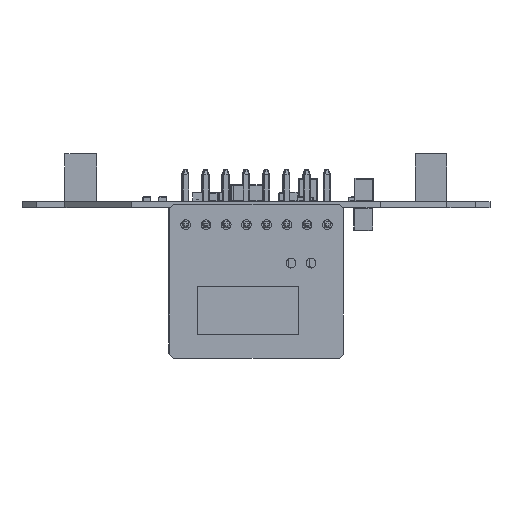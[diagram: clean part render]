
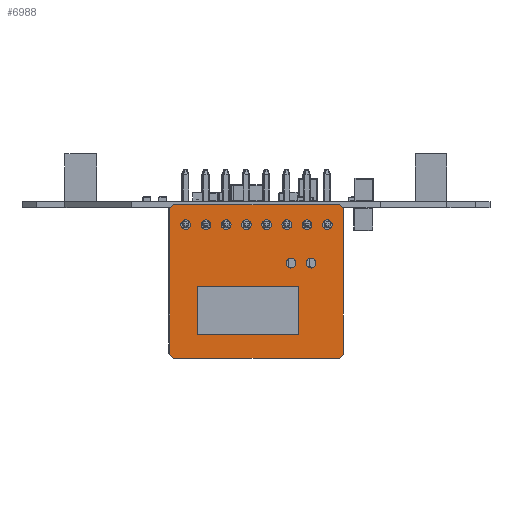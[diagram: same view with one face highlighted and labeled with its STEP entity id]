
A CAD part, front view. The second image highlights one B-rep face of the part: STEP entity #6988.
In plain terms, the highlighted face is planar.
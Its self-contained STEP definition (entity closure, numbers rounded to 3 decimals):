
#6988=ADVANCED_FACE('',(#14380,#14382,#14384,#14386,#14388,#14390,#14392,#14394,
#14396,#14398,#14400),#14402,.T.);
#14380=FACE_BOUND('',#14381,.T.);
#14381=EDGE_LOOP('',(#25309,#25310,#25311,#25312,#25313,#25314,#25315,#25316));
#14382=FACE_BOUND('',#14383,.T.);
#14383=EDGE_LOOP('',(#25317));
#14384=FACE_BOUND('',#14385,.T.);
#14385=EDGE_LOOP('',(#25318));
#14386=FACE_BOUND('',#14387,.T.);
#14387=EDGE_LOOP('',(#25319));
#14388=FACE_BOUND('',#14389,.T.);
#14389=EDGE_LOOP('',(#25320));
#14390=FACE_BOUND('',#14391,.T.);
#14391=EDGE_LOOP('',(#25321));
#14392=FACE_BOUND('',#14393,.T.);
#14393=EDGE_LOOP('',(#25322));
#14394=FACE_BOUND('',#14395,.T.);
#14395=EDGE_LOOP('',(#25323));
#14396=FACE_BOUND('',#14397,.T.);
#14397=EDGE_LOOP('',(#25324));
#14398=FACE_BOUND('',#14399,.T.);
#14399=EDGE_LOOP('',(#25325));
#14400=FACE_BOUND('',#14401,.T.);
#14401=EDGE_LOOP('',(#25326));
#14402=PLANE('',#14403);
#14403=AXIS2_PLACEMENT_3D('',#14404,#14405,#14406);
#14404=CARTESIAN_POINT('',(0.,0.,0.));
#14405=DIRECTION('',(0.,0.,1.));
#14406=DIRECTION('',(1.,0.,0.));
#25309=ORIENTED_EDGE('',*,*,#32109,.T.);
#25310=ORIENTED_EDGE('',*,*,#32110,.T.);
#25311=ORIENTED_EDGE('',*,*,#32111,.T.);
#25312=ORIENTED_EDGE('',*,*,#32112,.T.);
#25313=ORIENTED_EDGE('',*,*,#32113,.T.);
#25314=ORIENTED_EDGE('',*,*,#32114,.T.);
#25315=ORIENTED_EDGE('',*,*,#32115,.T.);
#25316=ORIENTED_EDGE('',*,*,#32116,.T.);
#25317=ORIENTED_EDGE('',*,*,#32117,.T.);
#25318=ORIENTED_EDGE('',*,*,#32118,.T.);
#25319=ORIENTED_EDGE('',*,*,#32119,.T.);
#25320=ORIENTED_EDGE('',*,*,#32120,.T.);
#25321=ORIENTED_EDGE('',*,*,#32121,.T.);
#25322=ORIENTED_EDGE('',*,*,#32122,.T.);
#25323=ORIENTED_EDGE('',*,*,#32123,.T.);
#25324=ORIENTED_EDGE('',*,*,#32124,.T.);
#25325=ORIENTED_EDGE('',*,*,#32125,.T.);
#25326=ORIENTED_EDGE('',*,*,#32126,.T.);
#32109=EDGE_CURVE('',#35527,#35528,#35529,.T.);
#32110=EDGE_CURVE('',#35528,#35530,#35531,.T.);
#32111=EDGE_CURVE('',#35530,#35532,#35533,.T.);
#32112=EDGE_CURVE('',#35532,#35534,#35535,.T.);
#32113=EDGE_CURVE('',#35534,#35536,#35537,.T.);
#32114=EDGE_CURVE('',#35536,#35538,#35539,.T.);
#32115=EDGE_CURVE('',#35538,#35540,#35541,.T.);
#32116=EDGE_CURVE('',#35540,#35527,#35542,.T.);
#32117=EDGE_CURVE('',#35543,#35543,#35544,.F.);
#32118=EDGE_CURVE('',#35545,#35545,#35546,.F.);
#32119=EDGE_CURVE('',#35547,#35547,#35548,.F.);
#32120=EDGE_CURVE('',#35549,#35549,#35550,.F.);
#32121=EDGE_CURVE('',#35551,#35551,#35552,.F.);
#32122=EDGE_CURVE('',#35553,#35553,#35554,.F.);
#32123=EDGE_CURVE('',#35555,#35555,#35556,.F.);
#32124=EDGE_CURVE('',#35557,#35557,#35558,.F.);
#32125=EDGE_CURVE('',#35559,#35559,#35560,.F.);
#32126=EDGE_CURVE('',#35561,#35561,#35562,.F.);
#35527=VERTEX_POINT('',#41045);
#35528=VERTEX_POINT('',#41046);
#35529=LINE('',#41047,#41048);
#35530=VERTEX_POINT('',#41050);
#35531=LINE('',#41051,#41052);
#35532=VERTEX_POINT('',#41054);
#35533=LINE('',#41055,#41056);
#35534=VERTEX_POINT('',#41058);
#35535=LINE('',#41059,#41060);
#35536=VERTEX_POINT('',#41062);
#35537=LINE('',#41063,#41064);
#35538=VERTEX_POINT('',#41066);
#35539=LINE('',#41067,#41068);
#35540=VERTEX_POINT('',#41070);
#35541=LINE('',#41071,#41072);
#35542=LINE('',#41074,#41075);
#35543=VERTEX_POINT('',#41077);
#35544=CIRCLE('',#41078,0.305);
#35545=VERTEX_POINT('',#41082);
#35546=CIRCLE('',#41083,0.305);
#35547=VERTEX_POINT('',#41087);
#35548=CIRCLE('',#41088,0.305);
#35549=VERTEX_POINT('',#41092);
#35550=CIRCLE('',#41093,0.305);
#35551=VERTEX_POINT('',#41097);
#35552=CIRCLE('',#41098,0.305);
#35553=VERTEX_POINT('',#41102);
#35554=CIRCLE('',#41103,0.305);
#35555=VERTEX_POINT('',#41107);
#35556=CIRCLE('',#41108,0.305);
#35557=VERTEX_POINT('',#41112);
#35558=CIRCLE('',#41113,0.305);
#35559=VERTEX_POINT('',#41117);
#35560=CIRCLE('',#41118,0.305);
#35561=VERTEX_POINT('',#41122);
#35562=CIRCLE('',#41123,0.305);
#41045=CARTESIAN_POINT('',(-0.254,-0.635,0.));
#41046=CARTESIAN_POINT('',(0.,-0.889,0.));
#41047=CARTESIAN_POINT('',(-0.254,-0.635,0.));
#41048=VECTOR('',#41049,1.);
#41049=DIRECTION('',(0.707,-0.707,0.));
#41050=CARTESIAN_POINT('',(10.414,-0.889,0.));
#41051=CARTESIAN_POINT('',(0.,-0.889,0.));
#41052=VECTOR('',#41053,1.);
#41053=DIRECTION('',(1.,0.,0.));
#41054=CARTESIAN_POINT('',(10.668,-0.635,0.));
#41055=CARTESIAN_POINT('',(10.414,-0.889,0.));
#41056=VECTOR('',#41057,1.);
#41057=DIRECTION('',(0.707,0.707,0.));
#41058=CARTESIAN_POINT('',(10.668,8.509,0.));
#41059=CARTESIAN_POINT('',(10.668,-0.635,0.));
#41060=VECTOR('',#41061,1.);
#41061=DIRECTION('',(0.,1.,0.));
#41062=CARTESIAN_POINT('',(10.414,8.763,0.));
#41063=CARTESIAN_POINT('',(10.668,8.509,0.));
#41064=VECTOR('',#41065,1.);
#41065=DIRECTION('',(-0.707,0.707,0.));
#41066=CARTESIAN_POINT('',(0.,8.763,0.));
#41067=CARTESIAN_POINT('',(10.414,8.763,0.));
#41068=VECTOR('',#41069,1.);
#41069=DIRECTION('',(-1.,0.,0.));
#41070=CARTESIAN_POINT('',(-0.254,8.509,0.));
#41071=CARTESIAN_POINT('',(0.,8.763,0.));
#41072=VECTOR('',#41073,1.);
#41073=DIRECTION('',(-0.707,-0.707,0.));
#41074=CARTESIAN_POINT('',(-0.254,8.509,0.));
#41075=VECTOR('',#41076,1.);
#41076=DIRECTION('',(0.,-1.,0.));
#41077=CARTESIAN_POINT('',(9.957,7.493,0.));
#41078=AXIS2_PLACEMENT_3D('',#41079,#41080,#41081);
#41079=CARTESIAN_POINT('',(9.652,7.493,0.));
#41080=DIRECTION('',(0.,0.,1.));
#41081=DIRECTION('',(1.,0.,0.));
#41082=CARTESIAN_POINT('',(8.687,7.493,0.));
#41083=AXIS2_PLACEMENT_3D('',#41084,#41085,#41086);
#41084=CARTESIAN_POINT('',(8.382,7.493,0.));
#41085=DIRECTION('',(0.,0.,1.));
#41086=DIRECTION('',(1.,0.,0.));
#41087=CARTESIAN_POINT('',(7.417,7.493,0.));
#41088=AXIS2_PLACEMENT_3D('',#41089,#41090,#41091);
#41089=CARTESIAN_POINT('',(7.112,7.493,0.));
#41090=DIRECTION('',(0.,0.,1.));
#41091=DIRECTION('',(1.,0.,0.));
#41092=CARTESIAN_POINT('',(6.147,7.493,0.));
#41093=AXIS2_PLACEMENT_3D('',#41094,#41095,#41096);
#41094=CARTESIAN_POINT('',(5.842,7.493,0.));
#41095=DIRECTION('',(0.,0.,1.));
#41096=DIRECTION('',(1.,0.,0.));
#41097=CARTESIAN_POINT('',(4.877,7.493,0.));
#41098=AXIS2_PLACEMENT_3D('',#41099,#41100,#41101);
#41099=CARTESIAN_POINT('',(4.572,7.493,0.));
#41100=DIRECTION('',(0.,0.,1.));
#41101=DIRECTION('',(1.,0.,0.));
#41102=CARTESIAN_POINT('',(3.607,7.493,0.));
#41103=AXIS2_PLACEMENT_3D('',#41104,#41105,#41106);
#41104=CARTESIAN_POINT('',(3.302,7.493,0.));
#41105=DIRECTION('',(0.,0.,1.));
#41106=DIRECTION('',(1.,0.,0.));
#41107=CARTESIAN_POINT('',(2.337,7.493,0.));
#41108=AXIS2_PLACEMENT_3D('',#41109,#41110,#41111);
#41109=CARTESIAN_POINT('',(2.032,7.493,0.));
#41110=DIRECTION('',(0.,0.,1.));
#41111=DIRECTION('',(1.,0.,0.));
#41112=CARTESIAN_POINT('',(1.067,7.493,0.));
#41113=AXIS2_PLACEMENT_3D('',#41114,#41115,#41116);
#41114=CARTESIAN_POINT('',(0.762,7.493,0.));
#41115=DIRECTION('',(0.,0.,1.));
#41116=DIRECTION('',(1.,0.,0.));
#41117=CARTESIAN_POINT('',(7.671,5.08,0.));
#41118=AXIS2_PLACEMENT_3D('',#41119,#41120,#41121);
#41119=CARTESIAN_POINT('',(7.366,5.08,0.));
#41120=DIRECTION('',(0.,0.,1.));
#41121=DIRECTION('',(1.,0.,0.));
#41122=CARTESIAN_POINT('',(8.941,5.08,0.));
#41123=AXIS2_PLACEMENT_3D('',#41124,#41125,#41126);
#41124=CARTESIAN_POINT('',(8.636,5.08,0.));
#41125=DIRECTION('',(0.,0.,1.));
#41126=DIRECTION('',(1.,0.,0.));
